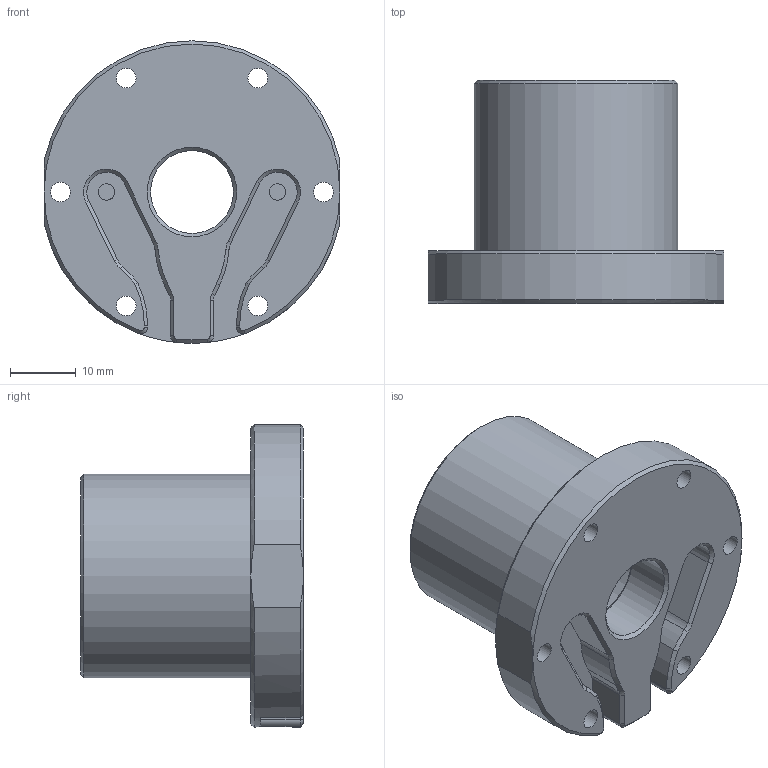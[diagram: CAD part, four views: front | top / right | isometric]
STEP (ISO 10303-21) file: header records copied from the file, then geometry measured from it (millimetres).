
FILE_DESCRIPTION (( 'STEP AP214' ), '1' );
FILE_NAME ('JT_BAS.STEP', '2023-07-11T15:47:11', ( 'Maxime' ), ( '' ), 'SwSTEP 2.0', 'SolidWorks 2020', '' );
FILE_SCHEMA (( 'AUTOMOTIVE_DESIGN' ));
Length unit declared in the file: millimetre
Products named in the file (1): JT_BAS
Bounding box: 45 x 33.9 x 46 mm (x, y, z)
Volume: 19601 mm3; surface area: 10138.1 mm2
Topology: 1 solids, 1 shells, 123 faces, 314 edges, 197 vertices
Faces by surface type: cylinder 55, plane 34, cone 28, bspline 6
Full cylindrical faces by diameter (mm): 2.5 x24, 3 x6, 12.6 x1, 22 x1, 31 x1
Entity records: 5666 total; most frequent: CARTESIAN_POINT 3378, DIRECTION 484, ORIENTED_EDGE 440, EDGE_CURVE 220, AXIS2_PLACEMENT_3D 188, VERTEX_POINT 142, EDGE_LOOP 132, FACE_OUTER_BOUND 110
